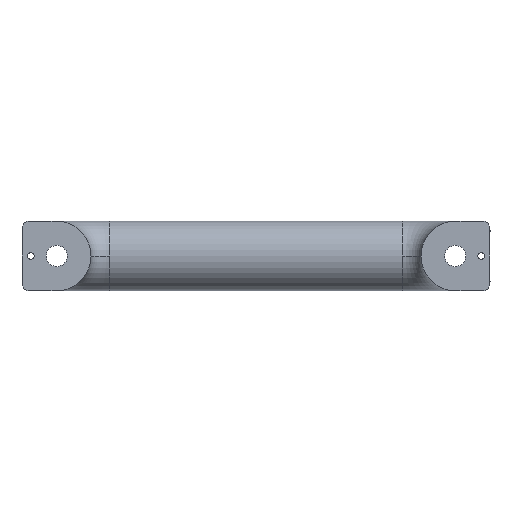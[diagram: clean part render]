
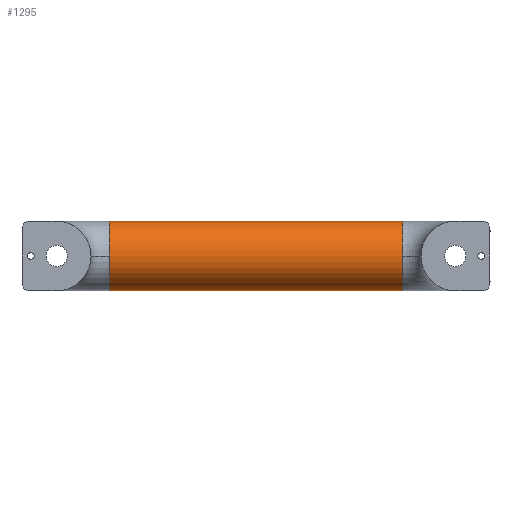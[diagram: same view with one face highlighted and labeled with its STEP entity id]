
A CAD part, front view. The second image highlights one B-rep face of the part: STEP entity #1295.
In plain terms, the highlighted cylindrical face has radius 14 mm (diameter 28 mm), a partial arc.
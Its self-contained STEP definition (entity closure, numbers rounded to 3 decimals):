
#78 = CARTESIAN_POINT ( 'NONE',  ( 35., 46.3, 0. ) ) ;
#86 = CARTESIAN_POINT ( 'NONE',  ( 35., 46.3, 14. ) ) ;
#98 = FACE_OUTER_BOUND ( 'NONE', #121, .T. ) ;
#121 = EDGE_LOOP ( 'NONE', ( #3387, #2650, #774, #728, #740, #2954 ) ) ;
#133 = DIRECTION ( 'NONE',  ( 1., 0., 0. ) ) ;
#182 = DIRECTION ( 'NONE',  ( 0., 0., -1. ) ) ;
#243 = DIRECTION ( 'NONE',  ( 1., 0., 0. ) ) ;
#379 = CIRCLE ( 'NONE', #1846, 14. ) ;
#491 = AXIS2_PLACEMENT_3D ( 'NONE', #2071, #133, #2401 ) ;
#526 = VERTEX_POINT ( 'NONE', #817 ) ;
#545 = EDGE_CURVE ( 'NONE', #1268, #1716, #2733, .T. ) ;
#711 = EDGE_CURVE ( 'NONE', #2326, #1268, #3755, .T. ) ;
#728 = ORIENTED_EDGE ( 'NONE', *, *, #3742, .F. ) ;
#740 = ORIENTED_EDGE ( 'NONE', *, *, #3890, .F. ) ;
#774 = ORIENTED_EDGE ( 'NONE', *, *, #3806, .T. ) ;
#788 = VECTOR ( 'NONE', #1578, 1000. ) ;
#817 = CARTESIAN_POINT ( 'NONE',  ( 153., 46.3, 14. ) ) ;
#941 = AXIS2_PLACEMENT_3D ( 'NONE', #2183, #243, #2512 ) ;
#1010 = CARTESIAN_POINT ( 'NONE',  ( 35., 46.3, 14. ) ) ;
#1034 = VECTOR ( 'NONE', #3281, 1000. ) ;
#1133 = LINE ( 'NONE', #1010, #1034 ) ;
#1268 = VERTEX_POINT ( 'NONE', #2014 ) ;
#1295 = ADVANCED_FACE ( 'NONE', ( #98 ), #1720, .T. ) ;
#1310 = DIRECTION ( 'NONE',  ( 1., 0., 0. ) ) ;
#1430 = CARTESIAN_POINT ( 'NONE',  ( 153., 46.3, -14. ) ) ;
#1578 = DIRECTION ( 'NONE',  ( 1., 0., 0. ) ) ;
#1708 = DIRECTION ( 'NONE',  ( 1., 0., 0. ) ) ;
#1716 = VERTEX_POINT ( 'NONE', #4101 ) ;
#1720 = CYLINDRICAL_SURFACE ( 'NONE', #3599, 14. ) ;
#1846 = AXIS2_PLACEMENT_3D ( 'NONE', #3251, #1310, #3578 ) ;
#2014 = CARTESIAN_POINT ( 'NONE',  ( 35., 32.3, 0. ) ) ;
#2071 = CARTESIAN_POINT ( 'NONE',  ( 153., 46.3, 0. ) ) ;
#2124 = DIRECTION ( 'NONE',  ( 1., 0., 0. ) ) ;
#2180 = AXIS2_PLACEMENT_3D ( 'NONE', #4076, #2124, #182 ) ;
#2183 = CARTESIAN_POINT ( 'NONE',  ( 35., 46.3, 0. ) ) ;
#2326 = VERTEX_POINT ( 'NONE', #86 ) ;
#2349 = CARTESIAN_POINT ( 'NONE',  ( 153., 32.3, 0. ) ) ;
#2401 = DIRECTION ( 'NONE',  ( 0., 0., -1. ) ) ;
#2512 = DIRECTION ( 'NONE',  ( 0., 0., -1. ) ) ;
#2650 = ORIENTED_EDGE ( 'NONE', *, *, #545, .T. ) ;
#2704 = CIRCLE ( 'NONE', #491, 14. ) ;
#2733 = CIRCLE ( 'NONE', #2180, 14. ) ;
#2954 = ORIENTED_EDGE ( 'NONE', *, *, #3015, .F. ) ;
#3015 = EDGE_CURVE ( 'NONE', #2326, #526, #1133, .T. ) ;
#3251 = CARTESIAN_POINT ( 'NONE',  ( 153., 46.3, 0. ) ) ;
#3281 = DIRECTION ( 'NONE',  ( 1., 0., 0. ) ) ;
#3387 = ORIENTED_EDGE ( 'NONE', *, *, #711, .T. ) ;
#3517 = CARTESIAN_POINT ( 'NONE',  ( 35., 46.3, -14. ) ) ;
#3578 = DIRECTION ( 'NONE',  ( 0., 0., -1. ) ) ;
#3599 = AXIS2_PLACEMENT_3D ( 'NONE', #78, #1708, #3647 ) ;
#3647 = DIRECTION ( 'NONE',  ( 0., 0., -1. ) ) ;
#3707 = VERTEX_POINT ( 'NONE', #2349 ) ;
#3742 = EDGE_CURVE ( 'NONE', #3707, #3748, #2704, .T. ) ;
#3748 = VERTEX_POINT ( 'NONE', #1430 ) ;
#3755 = CIRCLE ( 'NONE', #941, 14. ) ;
#3806 = EDGE_CURVE ( 'NONE', #1716, #3748, #4028, .T. ) ;
#3890 = EDGE_CURVE ( 'NONE', #526, #3707, #379, .T. ) ;
#4028 = LINE ( 'NONE', #3517, #788 ) ;
#4076 = CARTESIAN_POINT ( 'NONE',  ( 35., 46.3, 0. ) ) ;
#4101 = CARTESIAN_POINT ( 'NONE',  ( 35., 46.3, -14. ) ) ;
